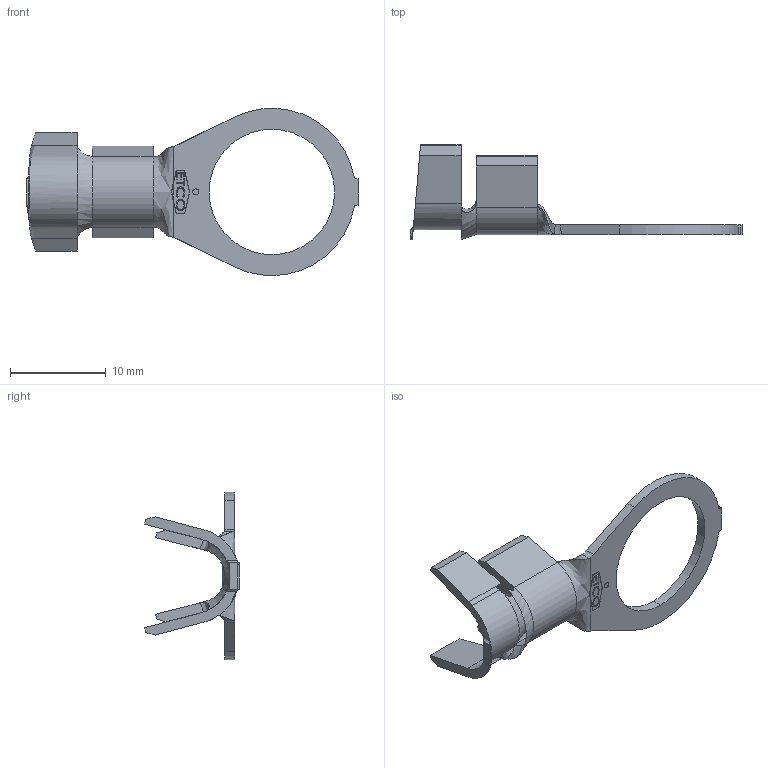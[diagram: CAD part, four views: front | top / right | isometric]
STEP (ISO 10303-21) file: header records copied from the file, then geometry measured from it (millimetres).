
FILE_DESCRIPTION (( 'STEP AP203' ), '1' );
FILE_NAME ('03017.STEP', '2015-02-24T15:36:54', ( '' ), ( '' ), 'SwSTEP 2.0', 'SolidWorks 2014', '' );
FILE_SCHEMA (( 'CONFIG_CONTROL_DESIGN' ));
Length unit declared in the file: inch
Products named in the file (1): 03017
Bounding box: 34.61 x 9.91 x 17.44 mm (x, y, z)
Volume: 399.7 mm3; surface area: 989.6 mm2
Topology: 1 solids, 1 shells, 199 faces, 522 edges, 332 vertices
Faces by surface type: plane 122, bspline 40, cylinder 25, cone 12
Entity records: 7915 total; most frequent: CARTESIAN_POINT 3273, ORIENTED_EDGE 1044, DIRECTION 780, EDGE_CURVE 522, LINE 356, VECTOR 356, VERTEX_POINT 332, AXIS2_PLACEMENT_3D 212
